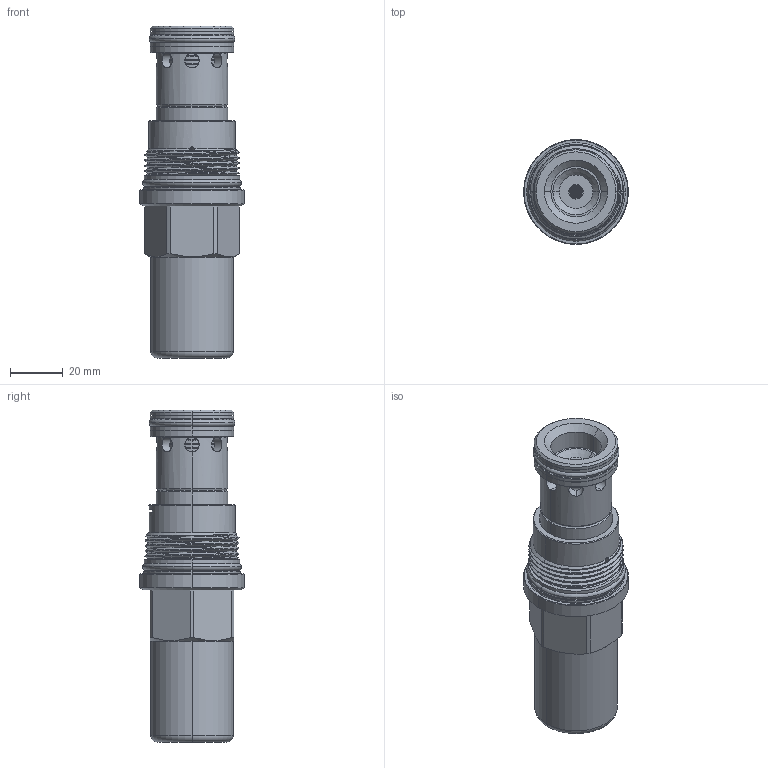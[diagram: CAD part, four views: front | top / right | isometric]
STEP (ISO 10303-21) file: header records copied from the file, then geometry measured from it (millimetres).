
FILE_DESCRIPTION (( 'STEP AP203' ), '1' );
FILE_NAME ('RP16A20-C.STEP', '2016-08-02T02:26:11', ( '' ), ( '' ), 'SwSTEP 2.0', 'SolidWorks 2012', '' );
FILE_SCHEMA (( 'CONFIG_CONTROL_DESIGN' ));
Length unit declared in the file: millimetre
Products named in the file (1): RP16A20-C
Bounding box: 39.67 x 39.67 x 125.59 mm (x, y, z)
Volume: 94666.3 mm3; surface area: 22684.4 mm2
Topology: 6 solids, 7 shells, 673 faces, 1906 edges, 1192 vertices
Faces by surface type: cylinder 551, cone 42, plane 38, torus 34, sphere 4, bspline 4
Entity records: 47859 total; most frequent: CARTESIAN_POINT 31245, ORIENTED_EDGE 3808, DIRECTION 2645, EDGE_CURVE 1904, VERTEX_POINT 1192, EDGE_LOOP 1076, AXIS2_PLACEMENT_3D 1049, B_SPLINE_CURVE_WITH_KNOTS 956
